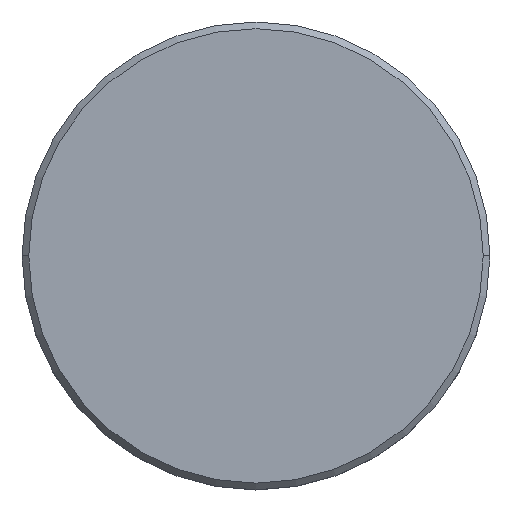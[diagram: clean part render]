
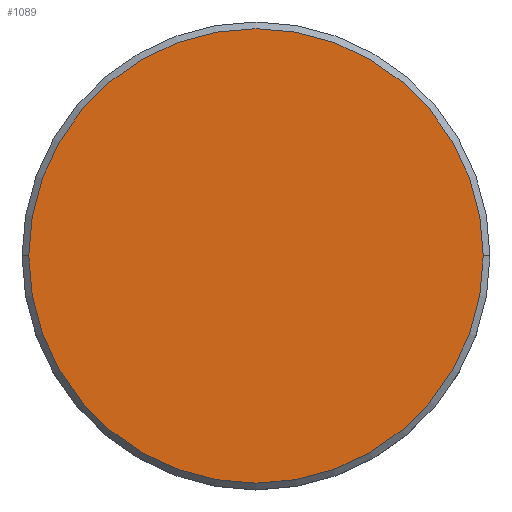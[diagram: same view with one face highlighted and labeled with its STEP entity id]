
A CAD part, top view. The second image highlights one B-rep face of the part: STEP entity #1089.
In plain terms, the highlighted planar face has unit normal (0, 0, 1).
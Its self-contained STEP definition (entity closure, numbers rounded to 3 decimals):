
#85 = CIRCLE ( 'NONE', #1078, 17. ) ;
#110 = DIRECTION ( 'NONE',  ( 1., 0., 0. ) ) ;
#250 = ORIENTED_EDGE ( 'NONE', *, *, #974, .T. ) ;
#278 = DIRECTION ( 'NONE',  ( 1., 0., 0. ) ) ;
#294 = FACE_OUTER_BOUND ( 'NONE', #833, .T. ) ;
#375 = EDGE_CURVE ( 'NONE', #1028, #1101, #85, .T. ) ;
#383 = CIRCLE ( 'NONE', #741, 17. ) ;
#393 = CARTESIAN_POINT ( 'NONE',  ( 17., 0., 0. ) ) ;
#439 = AXIS2_PLACEMENT_3D ( 'NONE', #776, #1017, #110 ) ;
#531 = DIRECTION ( 'NONE',  ( 0., 0., 1. ) ) ;
#657 = PLANE ( 'NONE',  #439 ) ;
#695 = ORIENTED_EDGE ( 'NONE', *, *, #375, .T. ) ;
#741 = AXIS2_PLACEMENT_3D ( 'NONE', #1008, #1159, #278 ) ;
#776 = CARTESIAN_POINT ( 'NONE',  ( 0., 0., 0. ) ) ;
#833 = EDGE_LOOP ( 'NONE', ( #695, #250 ) ) ;
#960 = CARTESIAN_POINT ( 'NONE',  ( -17., 0., 0. ) ) ;
#974 = EDGE_CURVE ( 'NONE', #1101, #1028, #383, .T. ) ;
#978 = CARTESIAN_POINT ( 'NONE',  ( 0., 0., 0. ) ) ;
#985 = DIRECTION ( 'NONE',  ( 1., 0., 0. ) ) ;
#1008 = CARTESIAN_POINT ( 'NONE',  ( 0., 0., 0. ) ) ;
#1017 = DIRECTION ( 'NONE',  ( 0., 0., 1. ) ) ;
#1028 = VERTEX_POINT ( 'NONE', #960 ) ;
#1078 = AXIS2_PLACEMENT_3D ( 'NONE', #978, #531, #985 ) ;
#1089 = ADVANCED_FACE ( 'NONE', ( #294 ), #657, .T. ) ;
#1101 = VERTEX_POINT ( 'NONE', #393 ) ;
#1159 = DIRECTION ( 'NONE',  ( 0., 0., 1. ) ) ;
